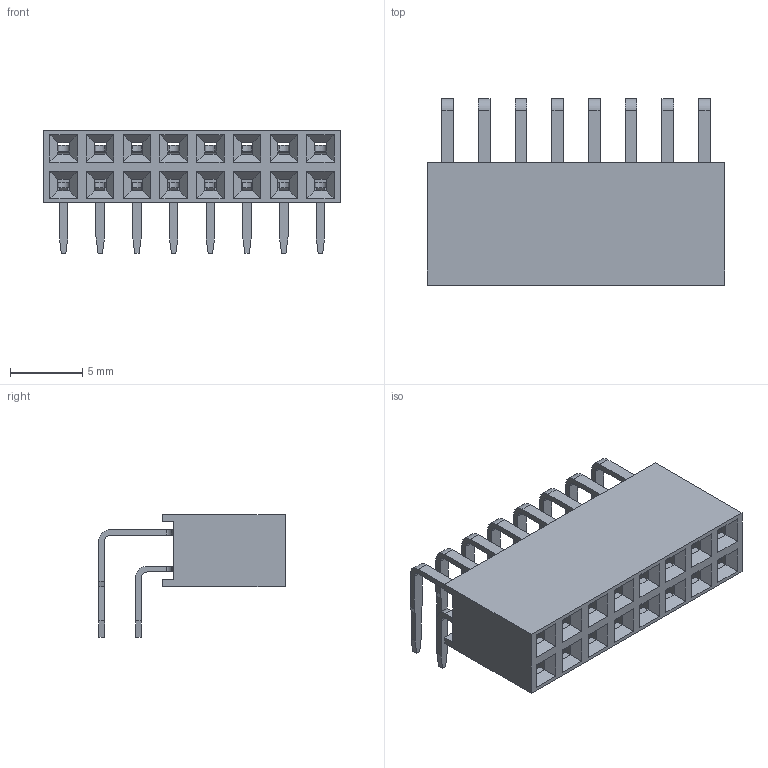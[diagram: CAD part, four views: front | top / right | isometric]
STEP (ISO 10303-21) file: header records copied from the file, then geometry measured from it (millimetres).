
FILE_DESCRIPTION(('STEP AP214'), '1');
FILE_NAME('DS1024-2x5RF1', '2017-07-15T12:21:37', ('Nobody'), (''), 'ASCON STEP Converter 1.3', 'ASCON Math Kernel', '');
FILE_SCHEMA(('AUTOMOTIVE_DESIGN { 1 0 10303 214 3 1 1}'));
Length unit declared in the file: millimetre
Assembly tree (9 placements, depth 2):
  (unnamed)
    (unnamed)
    (unnamed)  x8
Bounding box: 20.62 x 12.9 x 8.5 mm (x, y, z)
Volume: 672 mm3; surface area: 2152.5 mm2
Topology: 17 solids, 17 shells, 858 faces, 2456 edges, 1616 vertices
Faces by surface type: plane 650, cylinder 208
Entity records: 15769 total; most frequent: CARTESIAN_POINT 2224, ORIENTED_EDGE 2224, DIRECTION 1948, EDGE_CURVE 1112, LINE 1060, VECTOR 1060, VERTEX_POINT 720, AXIS2_PLACEMENT_3D 444
